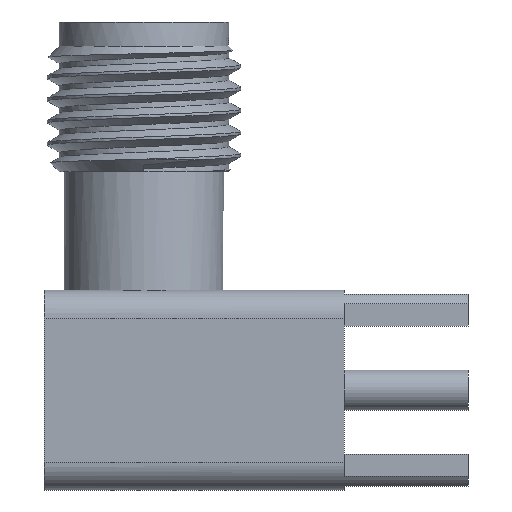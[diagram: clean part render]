
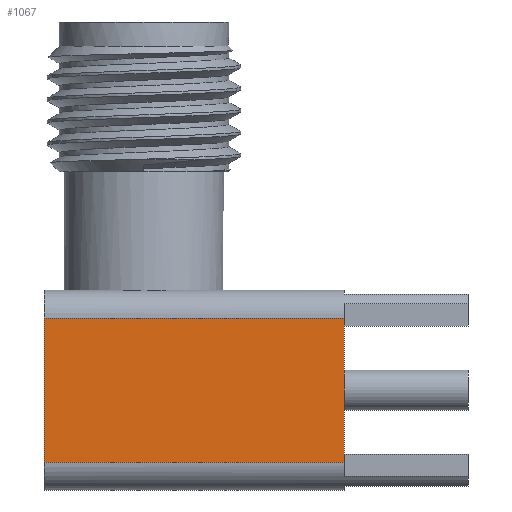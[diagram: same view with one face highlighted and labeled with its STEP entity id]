
A CAD part, left-side view. The second image highlights one B-rep face of the part: STEP entity #1067.
In plain terms, the highlighted planar face has unit normal (-1, 0, 0).
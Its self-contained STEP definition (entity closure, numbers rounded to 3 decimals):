
#53=PLANE('',#1176);
#112=FACE_OUTER_BOUND('',#180,.T.);
#180=EDGE_LOOP('',(#934,#935,#936,#937));
#323=LINE('',#4172,#409);
#333=LINE('',#4198,#419);
#335=LINE('',#4202,#421);
#340=LINE('',#4212,#426);
#409=VECTOR('',#1385,4.572);
#419=VECTOR('',#1407,4.572);
#421=VECTOR('',#1413,9.525);
#426=VECTOR('',#1428,9.525);
#527=VERTEX_POINT('',#4169);
#528=VERTEX_POINT('',#4171);
#537=VERTEX_POINT('',#4195);
#538=VERTEX_POINT('',#4197);
#661=EDGE_CURVE('',#527,#528,#323,.T.);
#675=EDGE_CURVE('',#538,#537,#333,.T.);
#678=EDGE_CURVE('',#527,#538,#335,.T.);
#683=EDGE_CURVE('',#528,#537,#340,.T.);
#934=ORIENTED_EDGE('',*,*,#675,.T.);
#935=ORIENTED_EDGE('',*,*,#683,.F.);
#936=ORIENTED_EDGE('',*,*,#661,.F.);
#937=ORIENTED_EDGE('',*,*,#678,.T.);
#1067=ADVANCED_FACE('',(#112),#53,.T.);
#1176=AXIS2_PLACEMENT_3D('',#4211,#1426,#1427);
#1385=DIRECTION('',(0.,0.,-1.));
#1407=DIRECTION('',(0.,0.,-1.));
#1413=DIRECTION('',(0.,1.,0.));
#1426=DIRECTION('center_axis',(-1.,0.,0.));
#1427=DIRECTION('ref_axis',(0.,0.,1.));
#1428=DIRECTION('',(0.,1.,0.));
#4169=CARTESIAN_POINT('',(-3.175,-6.35,-9.398));
#4171=CARTESIAN_POINT('',(-3.175,-6.35,-13.97));
#4172=CARTESIAN_POINT('',(-3.175,-6.35,-9.398));
#4195=CARTESIAN_POINT('',(-3.175,3.175,-13.97));
#4197=CARTESIAN_POINT('',(-3.175,3.175,-9.398));
#4198=CARTESIAN_POINT('',(-3.175,3.175,-9.398));
#4202=CARTESIAN_POINT('',(-3.175,-6.35,-9.398));
#4211=CARTESIAN_POINT('Origin',(-3.175,-6.35,-8.509));
#4212=CARTESIAN_POINT('',(-3.175,-6.35,-13.97));
